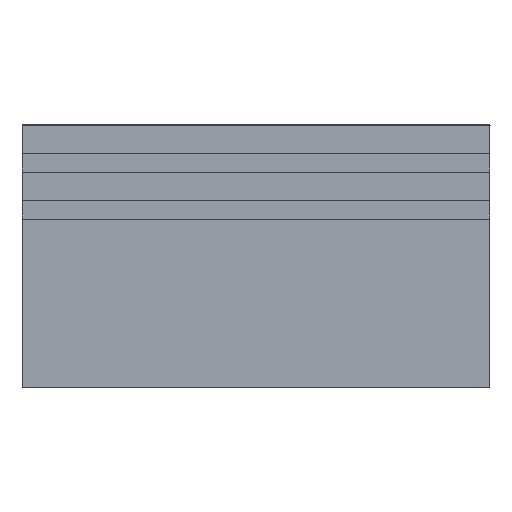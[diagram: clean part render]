
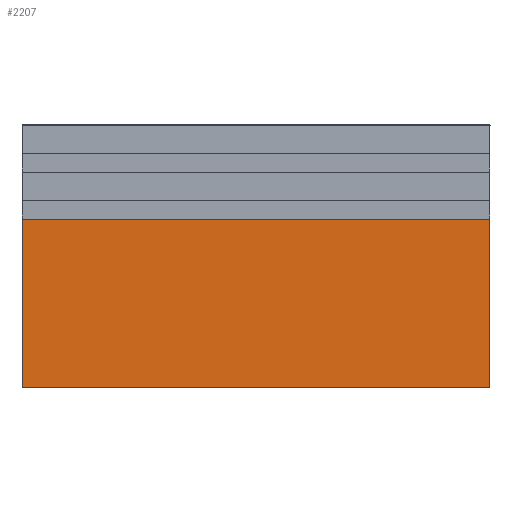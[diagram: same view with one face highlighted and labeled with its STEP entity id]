
A CAD part, left-side view. The second image highlights one B-rep face of the part: STEP entity #2207.
In plain terms, the highlighted planar face has unit normal (-1, 0, 0).
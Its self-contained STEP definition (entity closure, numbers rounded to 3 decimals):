
#121=FACE_OUTER_BOUND($,#227,.T.);
#227=EDGE_LOOP($,(#1786,#1787,#1788,#1789));
#230=LINE($,#2849,#542);
#538=LINE($,#3465,#850);
#540=LINE($,#3468,#852);
#541=LINE($,#3469,#853);
#542=VECTOR($,#2323,50.);
#850=VECTOR($,#2835,50.);
#852=VECTOR($,#2839,18.);
#853=VECTOR($,#2840,18.);
#854=VERTEX_POINT($,#2847);
#855=VERTEX_POINT($,#2848);
#1060=VERTEX_POINT($,#3462);
#1061=VERTEX_POINT($,#3464);
#1062=EDGE_CURVE($,#854,#855,#230,.T.);
#1370=EDGE_CURVE($,#1061,#1060,#538,.T.);
#1372=EDGE_CURVE($,#1060,#855,#540,.T.);
#1373=EDGE_CURVE($,#1061,#854,#541,.T.);
#1786=ORIENTED_EDGE($,*,*,#1370,.T.);
#1787=ORIENTED_EDGE($,*,*,#1372,.T.);
#1788=ORIENTED_EDGE($,*,*,#1062,.F.);
#1789=ORIENTED_EDGE($,*,*,#1373,.F.);
#2101=PLANE($,#2316);
#2207=ADVANCED_FACE($,(#121),#2101,.T.);
#2316=AXIS2_PLACEMENT_3D($,#3467,#2837,#2838);
#2323=DIRECTION($,(0.,-1.,0.));
#2835=DIRECTION($,(0.,-1.,0.));
#2837=DIRECTION('center_axis',(-1.,0.,
0.));
#2838=DIRECTION('ref_axis',(0.,0.,1.));
#2839=DIRECTION($,(0.,0.,1.));
#2840=DIRECTION($,(0.,0.,1.));
#2847=CARTESIAN_POINT('',(0.,25.,18.));
#2848=CARTESIAN_POINT('',(0.,-25.,18.));
#2849=CARTESIAN_POINT($,(0.,25.,18.));
#3462=CARTESIAN_POINT('',(0.,-25.,0.));
#3464=CARTESIAN_POINT('',(0.,25.,0.));
#3465=CARTESIAN_POINT($,(0.,25.,0.));
#3467=CARTESIAN_POINT('Origin',(0.,25.,0.));
#3468=CARTESIAN_POINT($,(0.,-25.,0.));
#3469=CARTESIAN_POINT($,(0.,25.,0.));
